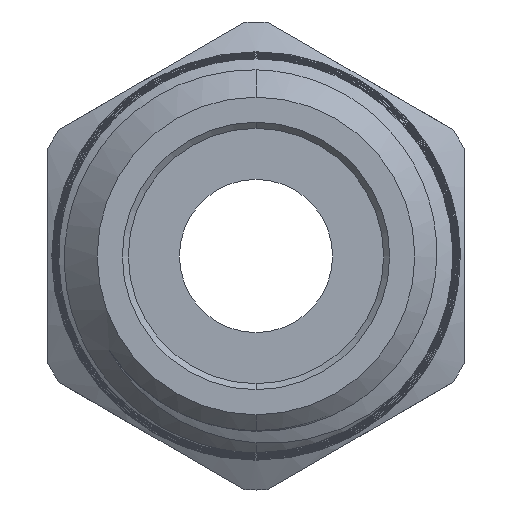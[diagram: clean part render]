
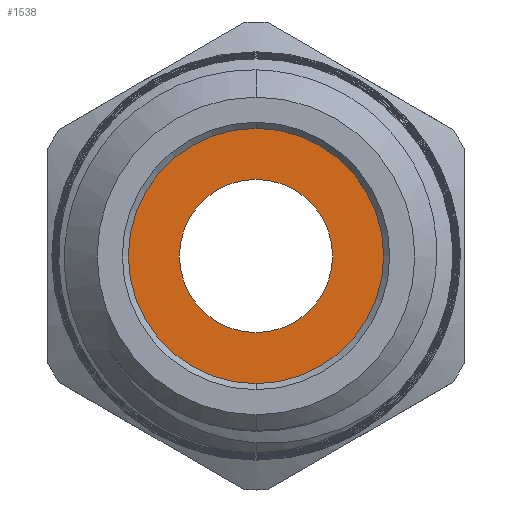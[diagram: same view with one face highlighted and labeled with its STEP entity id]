
A CAD part, left-side view. The second image highlights one B-rep face of the part: STEP entity #1538.
In plain terms, the highlighted face is planar.
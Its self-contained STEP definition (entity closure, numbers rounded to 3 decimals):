
#23=FACE_BOUND('',#331,.T.);
#33=PLANE('',#1672);
#239=FACE_OUTER_BOUND('',#330,.T.);
#330=EDGE_LOOP('',(#1387,#1388));
#331=EDGE_LOOP('',(#1389,#1390));
#509=CIRCLE('',#1593,5.358);
#511=CIRCLE('',#1600,3.215);
#518=CIRCLE('',#1630,3.215);
#519=CIRCLE('',#1633,5.358);
#609=VERTEX_POINT('',#4257);
#610=VERTEX_POINT('',#4258);
#620=VERTEX_POINT('',#4439);
#621=VERTEX_POINT('',#4441);
#785=EDGE_CURVE('',#609,#610,#509,.T.);
#801=EDGE_CURVE('',#620,#621,#511,.T.);
#872=EDGE_CURVE('',#621,#620,#518,.T.);
#883=EDGE_CURVE('',#610,#609,#519,.T.);
#1387=ORIENTED_EDGE('',*,*,#883,.T.);
#1388=ORIENTED_EDGE('',*,*,#785,.T.);
#1389=ORIENTED_EDGE('',*,*,#872,.F.);
#1390=ORIENTED_EDGE('',*,*,#801,.F.);
#1538=ADVANCED_FACE('',(#239,#23),#33,.F.);
#1593=AXIS2_PLACEMENT_3D('',#4259,#1810,#1811);
#1600=AXIS2_PLACEMENT_3D('',#4442,#1831,#1832);
#1630=AXIS2_PLACEMENT_3D('',#8524,#1912,#1913);
#1633=AXIS2_PLACEMENT_3D('',#10502,#1918,#1919);
#1672=AXIS2_PLACEMENT_3D('',#10609,#2006,#2007);
#1810=DIRECTION('center_axis',(0.,0.,-1.));
#1811=DIRECTION('ref_axis',(0.,-1.,0.));
#1831=DIRECTION('center_axis',(0.,0.,-1.));
#1832=DIRECTION('ref_axis',(0.,-1.,0.));
#1912=DIRECTION('center_axis',(0.,0.,-1.));
#1913=DIRECTION('ref_axis',(0.,-1.,0.));
#1918=DIRECTION('center_axis',(0.,0.,-1.));
#1919=DIRECTION('ref_axis',(0.,-1.,0.));
#2006=DIRECTION('center_axis',(0.,0.,1.));
#2007=DIRECTION('ref_axis',(0.,1.,0.));
#4257=CARTESIAN_POINT('',(0.,5.358,16.65));
#4258=CARTESIAN_POINT('',(0.,-5.358,16.65));
#4259=CARTESIAN_POINT('Origin',(0.,0.,16.65));
#4439=CARTESIAN_POINT('',(0.,3.215,16.65));
#4441=CARTESIAN_POINT('',(0.,-3.215,16.65));
#4442=CARTESIAN_POINT('Origin',(0.,0.,16.65));
#8524=CARTESIAN_POINT('Origin',(0.,0.,16.65));
#10502=CARTESIAN_POINT('Origin',(0.,0.,16.65));
#10609=CARTESIAN_POINT('Origin',(0.,3.215,16.65));
